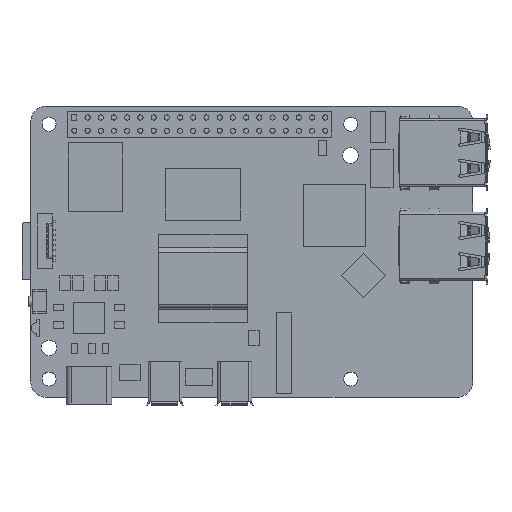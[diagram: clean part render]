
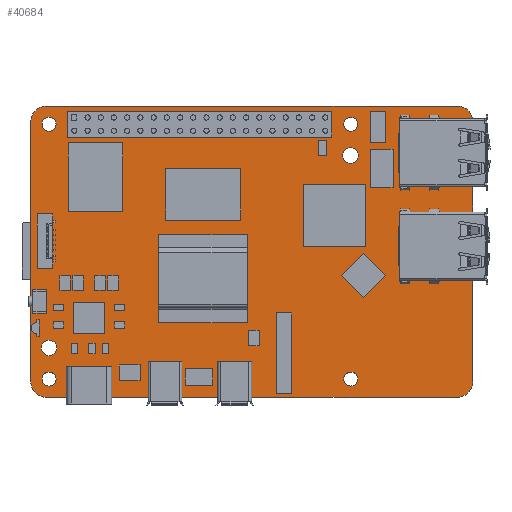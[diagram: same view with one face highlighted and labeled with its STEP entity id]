
A CAD part, top view. The second image highlights one B-rep face of the part: STEP entity #40684.
In plain terms, the highlighted planar face has unit normal (0, 0, 1).
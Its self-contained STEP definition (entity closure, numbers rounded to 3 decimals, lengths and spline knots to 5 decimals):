
#1112=CIRCLE('',#44400,0.00135);
#1114=CIRCLE('',#44403,0.00135);
#1116=CIRCLE('',#44406,0.00135);
#1118=CIRCLE('',#44409,0.00135);
#1120=CIRCLE('',#44412,0.003);
#1122=CIRCLE('',#44415,0.003);
#1124=CIRCLE('',#44418,0.003);
#1126=CIRCLE('',#44421,0.003);
#1128=CIRCLE('',#44424,0.0015);
#1129=CIRCLE('',#44425,0.0015);
#9695=ORIENTED_EDGE('',*,*,#17422,.T.);
#9696=ORIENTED_EDGE('',*,*,#17432,.T.);
#9697=ORIENTED_EDGE('',*,*,#17408,.T.);
#9698=ORIENTED_EDGE('',*,*,#17438,.T.);
#9699=ORIENTED_EDGE('',*,*,#17414,.T.);
#9700=ORIENTED_EDGE('',*,*,#17436,.T.);
#9701=ORIENTED_EDGE('',*,*,#17418,.T.);
#9702=ORIENTED_EDGE('',*,*,#17434,.T.);
#9703=ORIENTED_EDGE('',*,*,#17440,.F.);
#9704=ORIENTED_EDGE('',*,*,#17441,.F.);
#9705=ORIENTED_EDGE('',*,*,#17430,.F.);
#9706=ORIENTED_EDGE('',*,*,#17424,.F.);
#9707=ORIENTED_EDGE('',*,*,#17428,.F.);
#9708=ORIENTED_EDGE('',*,*,#17426,.F.);
#17408=EDGE_CURVE('',#21977,#21978,#26101,.T.);
#17414=EDGE_CURVE('',#21984,#21983,#26107,.T.);
#17418=EDGE_CURVE('',#21988,#21987,#26111,.T.);
#17422=EDGE_CURVE('',#21992,#21991,#26115,.T.);
#17424=EDGE_CURVE('',#21993,#21993,#1112,.T.);
#17426=EDGE_CURVE('',#21995,#21995,#1114,.T.);
#17428=EDGE_CURVE('',#21997,#21997,#1116,.T.);
#17430=EDGE_CURVE('',#21999,#21999,#1118,.T.);
#17432=EDGE_CURVE('',#21991,#21977,#1120,.T.);
#17434=EDGE_CURVE('',#21987,#21992,#1122,.T.);
#17436=EDGE_CURVE('',#21983,#21988,#1124,.T.);
#17438=EDGE_CURVE('',#21978,#21984,#1126,.T.);
#17440=EDGE_CURVE('',#22001,#22001,#1128,.T.);
#17441=EDGE_CURVE('',#22002,#22002,#1129,.T.);
#21977=VERTEX_POINT('',#65160);
#21978=VERTEX_POINT('',#65161);
#21983=VERTEX_POINT('',#65172);
#21984=VERTEX_POINT('',#65174);
#21987=VERTEX_POINT('',#65181);
#21988=VERTEX_POINT('',#65183);
#21991=VERTEX_POINT('',#65190);
#21992=VERTEX_POINT('',#65192);
#21993=VERTEX_POINT('',#65196);
#21995=VERTEX_POINT('',#65201);
#21997=VERTEX_POINT('',#65206);
#21999=VERTEX_POINT('',#65211);
#22001=VERTEX_POINT('',#65228);
#22002=VERTEX_POINT('',#65230);
#26101=LINE('',#65159,#30509);
#26107=LINE('',#65173,#30515);
#26111=LINE('',#65182,#30519);
#26115=LINE('',#65191,#30523);
#30509=VECTOR('',#53226,1.);
#30515=VECTOR('',#53234,1.);
#30519=VECTOR('',#53240,1.);
#30523=VECTOR('',#53246,1.);
#34027=EDGE_LOOP('',(#9695,#9696,#9697,#9698,#9699,#9700,#9701,#9702));
#34028=EDGE_LOOP('',(#9703));
#34029=EDGE_LOOP('',(#9704));
#34030=EDGE_LOOP('',(#9705));
#34031=EDGE_LOOP('',(#9706));
#34032=EDGE_LOOP('',(#9707));
#34033=EDGE_LOOP('',(#9708));
#36717=FACE_BOUND('',#34027,.T.);
#36718=FACE_BOUND('',#34028,.T.);
#36719=FACE_BOUND('',#34029,.T.);
#36720=FACE_BOUND('',#34030,.T.);
#36721=FACE_BOUND('',#34031,.T.);
#36722=FACE_BOUND('',#34032,.T.);
#36723=FACE_BOUND('',#34033,.T.);
#38597=PLANE('',#44423);
#40684=ADVANCED_FACE('',(#36717,#36718,#36719,#36720,#36721,#36722,#36723),
#38597,.T.);
#44400=AXIS2_PLACEMENT_3D('',#65195,#53250,#53251);
#44403=AXIS2_PLACEMENT_3D('',#65200,#53256,#53257);
#44406=AXIS2_PLACEMENT_3D('',#65205,#53262,#53263);
#44409=AXIS2_PLACEMENT_3D('',#65210,#53268,#53269);
#44412=AXIS2_PLACEMENT_3D('',#65215,#53274,#53275);
#44415=AXIS2_PLACEMENT_3D('',#65218,#53280,#53281);
#44418=AXIS2_PLACEMENT_3D('',#65221,#53286,#53287);
#44421=AXIS2_PLACEMENT_3D('',#65224,#53292,#53293);
#44423=AXIS2_PLACEMENT_3D('',#65226,#53296,#53297);
#44424=AXIS2_PLACEMENT_3D('',#65227,#53298,#53299);
#44425=AXIS2_PLACEMENT_3D('',#65229,#53300,#53301);
#53226=DIRECTION('',(0.,-1.,0.));
#53234=DIRECTION('',(1.,0.,0.));
#53240=DIRECTION('',(0.,1.,0.));
#53246=DIRECTION('',(-1.,0.,0.));
#53250=DIRECTION('',(0.,0.,1.));
#53251=DIRECTION('',(0.,-1.,0.));
#53256=DIRECTION('',(0.,0.,1.));
#53257=DIRECTION('',(0.,-1.,0.));
#53262=DIRECTION('',(0.,0.,1.));
#53263=DIRECTION('',(0.,-1.,0.));
#53268=DIRECTION('',(0.,0.,1.));
#53269=DIRECTION('',(0.,-1.,0.));
#53274=DIRECTION('',(0.,0.,1.));
#53275=DIRECTION('',(0.,-1.,0.));
#53280=DIRECTION('',(0.,0.,1.));
#53281=DIRECTION('',(0.,-1.,0.));
#53286=DIRECTION('',(0.,0.,1.));
#53287=DIRECTION('',(0.,-1.,0.));
#53292=DIRECTION('',(0.,0.,1.));
#53293=DIRECTION('',(0.,-1.,0.));
#53296=DIRECTION('',(0.,0.,1.));
#53297=DIRECTION('',(1.,0.,0.));
#53298=DIRECTION('',(0.,0.,1.));
#53299=DIRECTION('',(0.,-1.,0.));
#53300=DIRECTION('',(0.,0.,1.));
#53301=DIRECTION('',(0.,-1.,0.));
#65159=CARTESIAN_POINT('',(-0.0425,0.028,0.0015));
#65160=CARTESIAN_POINT('',(-0.0425,0.025,0.0015));
#65161=CARTESIAN_POINT('',(-0.0425,-0.025,0.0015));
#65172=CARTESIAN_POINT('',(0.0395,-0.028,0.0015));
#65173=CARTESIAN_POINT('',(-0.0425,-0.028,0.0015));
#65174=CARTESIAN_POINT('',(-0.0395,-0.028,0.0015));
#65181=CARTESIAN_POINT('',(0.0425,0.025,0.0015));
#65182=CARTESIAN_POINT('',(0.0425,0.028,0.0015));
#65183=CARTESIAN_POINT('',(0.0425,-0.025,0.0015));
#65190=CARTESIAN_POINT('',(-0.0395,0.028,0.0015));
#65191=CARTESIAN_POINT('',(-0.0425,0.028,0.0015));
#65192=CARTESIAN_POINT('',(0.0395,0.028,0.0015));
#65195=CARTESIAN_POINT('',(0.039,0.0245,0.0015));
#65196=CARTESIAN_POINT('',(0.039,0.02315,0.0015));
#65200=CARTESIAN_POINT('',(-0.019,-0.0245,0.0015));
#65201=CARTESIAN_POINT('',(-0.019,-0.02585,0.0015));
#65205=CARTESIAN_POINT('',(0.039,-0.0245,0.0015));
#65206=CARTESIAN_POINT('',(0.039,-0.02585,0.0015));
#65210=CARTESIAN_POINT('',(-0.019,0.0245,0.0015));
#65211=CARTESIAN_POINT('',(-0.019,0.02315,0.0015));
#65215=CARTESIAN_POINT('',(-0.0395,0.025,0.0015));
#65218=CARTESIAN_POINT('',(0.0395,0.025,0.0015));
#65221=CARTESIAN_POINT('',(0.0395,-0.025,0.0015));
#65224=CARTESIAN_POINT('',(-0.0395,-0.025,0.0015));
#65226=CARTESIAN_POINT('',(0.,0.,0.0015));
#65227=CARTESIAN_POINT('',(0.039,0.0185,0.0015));
#65228=CARTESIAN_POINT('',(0.039,0.017,0.0015));
#65229=CARTESIAN_POINT('',(-0.019,-0.0185,0.0015));
#65230=CARTESIAN_POINT('',(-0.019,-0.02,0.0015));
